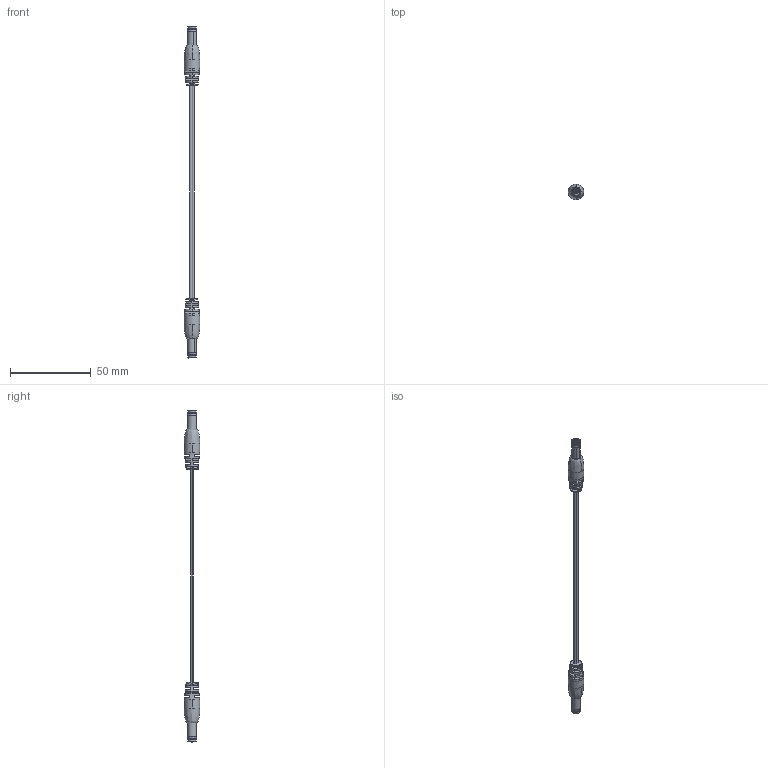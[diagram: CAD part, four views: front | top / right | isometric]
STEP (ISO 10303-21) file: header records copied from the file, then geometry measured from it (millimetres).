
FILE_DESCRIPTION (( 'STEP AP203' ), '1' );
FILE_NAME ('10-06413_revA.STEP', '2025-06-30T17:47:25', ( '' ), ( '' ), 'SwSTEP 2.0', 'SolidWorks 2025', '' );
FILE_SCHEMA (( 'CONFIG_CONTROL_DESIGN' ));
Length unit declared in the file: millimetre
Products named in the file (7): 30-00418_blunt cut; 50-00024 shell; 24-00003; 50-00024; 50-00024 insulator; 10-06413_revA; 50-00024 contact
Assembly tree (8 placements, depth 3):
  10-06413_revA
    24-00003  x2
    50-00024  x2
      50-00024 contact
      50-00024 insulator
      50-00024 shell
    30-00418_blunt cut
Bounding box: 9.6 x 9.6 x 205.36 mm (x, y, z)
Volume: 3681.6 mm3; surface area: 9517.1 mm2
Topology: 31 solids, 31 shells, 704 faces, 1798 edges, 1174 vertices
Faces by surface type: cylinder 222, plane 200, bspline 182, cone 52, torus 48
Entity records: 16231 total; most frequent: CARTESIAN_POINT 5841, ORIENTED_EDGE 2074, DIRECTION 1881, EDGE_CURVE 1037, AXIS2_PLACEMENT_3D 785, VERTEX_POINT 679, EDGE_LOOP 480, CIRCLE 445
